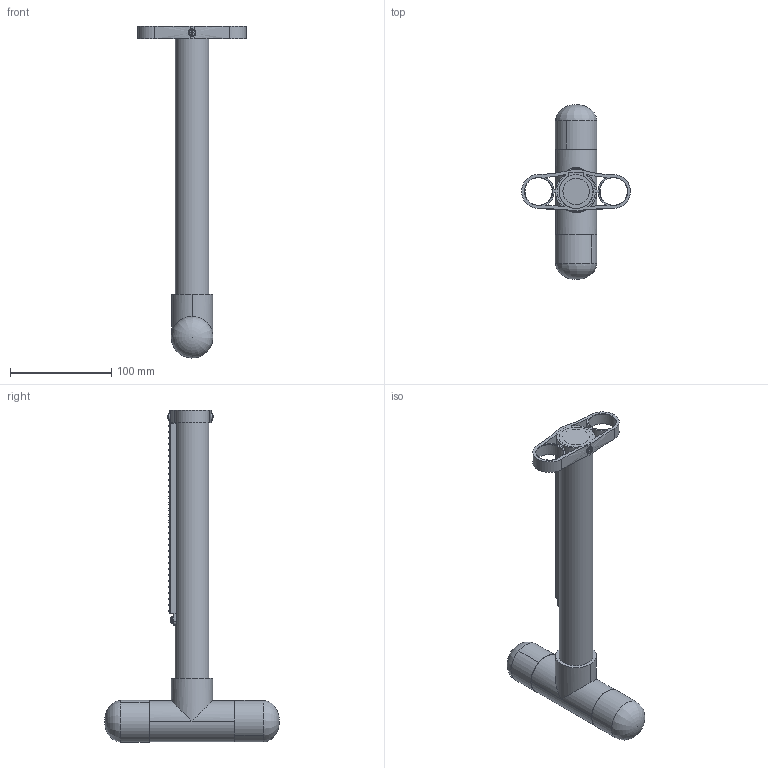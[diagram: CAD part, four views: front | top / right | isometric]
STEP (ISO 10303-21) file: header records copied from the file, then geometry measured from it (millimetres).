
FILE_DESCRIPTION(('HOOPS Exchange Step'),'2;1');
FILE_NAME('export-E2D2D8D0-4B6E-4950-A55E-251E35390DDF.stp','2020-04-08T20:09:04+19:00',('Steven'),('Alibre'),'HOOPS Exchange 2019.2','Alibre','Unknown authorisation');
FILE_SCHEMA( ('AP242_MANAGED_MODEL_BASED_3D_ENGINEERING_MIM_LF {1 0 10303 442 1 1 4 }') );
Length unit declared in the file: centimetre
Products named in the file (8): 1in_tee; 1in_40mm_direct_coupling; 1in_cap; 1in_piston_shaft; Piston_guide; Rack_v3; No6_0,5in_self_drilling; Piston_v3
Assembly tree (11 placements, depth 2):
  Piston_v3
    1in_tee
    1in_40mm_direct_coupling  x2
    1in_cap  x2
    1in_piston_shaft
    Piston_guide
    Rack_v3
    No6_0,5in_self_drilling  x3
Bounding box: 107.55 x 173.02 x 328.65 mm (x, y, z)
Volume: 243097.2 mm3; surface area: 145936.7 mm2
Topology: 11 solids, 11 shells, 729 faces, 1844 edges, 1137 vertices
Faces by surface type: plane 252, cylinder 228, bspline 138, cone 55, torus 50, sphere 6
Full cylindrical faces by diameter (mm): 4.5 x4, 7.5 x2, 26.137 x3, 27.5 x4, 30 x1, 33.401 x3
Entity records: 53286 total; most frequent: CARTESIAN_POINT 41535, ORIENTED_EDGE 2564, DIRECTION 2220, EDGE_CURVE 1282, AXIS2_PLACEMENT_3D 895, VERTEX_POINT 771, EDGE_LOOP 567, FACE_BOUND 567
